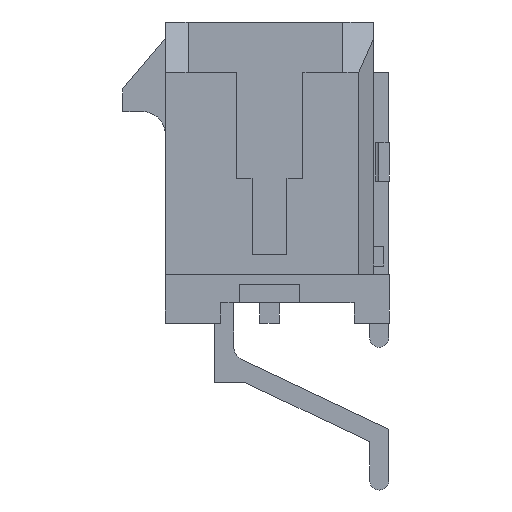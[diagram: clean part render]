
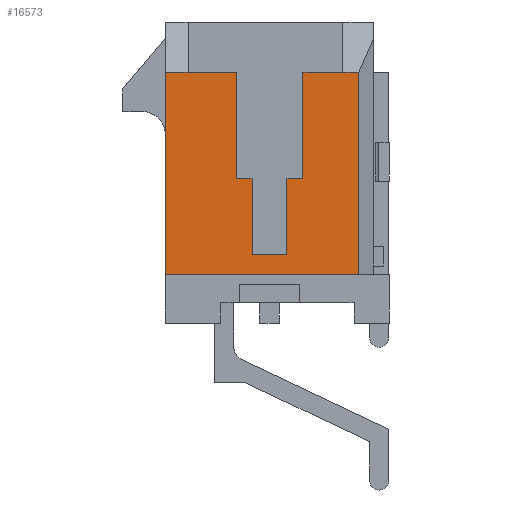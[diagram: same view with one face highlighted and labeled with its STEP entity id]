
A CAD part, left-side view. The second image highlights one B-rep face of the part: STEP entity #16573.
In plain terms, the highlighted planar face has unit normal (-1, 0, 0).
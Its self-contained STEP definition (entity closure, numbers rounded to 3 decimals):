
#4266=DIRECTION('',(0.,0.,-1.));
#4267=VECTOR('',#4266,3.5);
#4268=CARTESIAN_POINT('',(-19.825,-1.1,3.305));
#4269=LINE('',#4268,#4267);
#4270=DIRECTION('',(0.,1.,0.));
#4271=VECTOR('',#4270,1.31);
#4272=CARTESIAN_POINT('',(-19.825,-2.41,3.305));
#4273=LINE('',#4272,#4271);
#4274=DIRECTION('',(0.,-1.,0.));
#4275=VECTOR('',#4274,0.52);
#4276=CARTESIAN_POINT('',(-19.825,-2.41,3.305));
#4277=LINE('',#4276,#4275);
#4278=DIRECTION('',(0.,0.,-1.));
#4279=VECTOR('',#4278,6.66);
#4280=CARTESIAN_POINT('',(-19.825,-2.93,3.305));
#4281=LINE('',#4280,#4279);
#4282=DIRECTION('',(0.,1.,0.));
#4283=VECTOR('',#4282,6.36);
#4284=CARTESIAN_POINT('',(-19.825,-2.93,-3.355));
#4285=LINE('',#4284,#4283);
#4286=DIRECTION('',(0.,0.,1.));
#4287=VECTOR('',#4286,6.66);
#4288=CARTESIAN_POINT('',(-19.825,3.43,-3.355));
#4289=LINE('',#4288,#4287);
#4290=DIRECTION('',(0.,-1.,0.));
#4291=VECTOR('',#4290,0.75);
#4292=CARTESIAN_POINT('',(-19.825,3.43,3.305));
#4293=LINE('',#4292,#4291);
#4294=DIRECTION('',(0.,1.,0.));
#4295=VECTOR('',#4294,1.58);
#4296=CARTESIAN_POINT('',(-19.825,1.1,3.305));
#4297=LINE('',#4296,#4295);
#4298=DIRECTION('',(0.,0.,-1.));
#4299=VECTOR('',#4298,3.5);
#4300=CARTESIAN_POINT('',(-19.825,1.1,3.305));
#4301=LINE('',#4300,#4299);
#4302=DIRECTION('',(0.,1.,0.));
#4303=VECTOR('',#4302,0.525);
#4304=CARTESIAN_POINT('',(-19.825,0.575,-0.195));
#4305=LINE('',#4304,#4303);
#4306=DIRECTION('',(0.,0.,1.));
#4307=VECTOR('',#4306,2.5);
#4308=CARTESIAN_POINT('',(-19.825,0.575,-2.695));
#4309=LINE('',#4308,#4307);
#4310=DIRECTION('',(0.,1.,0.));
#4311=VECTOR('',#4310,1.15);
#4312=CARTESIAN_POINT('',(-19.825,-0.575,-2.695));
#4313=LINE('',#4312,#4311);
#4314=DIRECTION('',(0.,0.,-1.));
#4315=VECTOR('',#4314,2.5);
#4316=CARTESIAN_POINT('',(-19.825,-0.575,-0.195));
#4317=LINE('',#4316,#4315);
#4318=DIRECTION('',(0.,1.,0.));
#4319=VECTOR('',#4318,0.525);
#4320=CARTESIAN_POINT('',(-19.825,-1.1,-0.195));
#4321=LINE('',#4320,#4319);
#9320=CARTESIAN_POINT('',(-19.825,3.43,3.305));
#9322=VERTEX_POINT('',#9320);
#9371=CARTESIAN_POINT('',(-19.825,2.68,3.305));
#9372=VERTEX_POINT('',#9371);
#9373=CARTESIAN_POINT('',(-19.825,-2.41,3.305));
#9374=VERTEX_POINT('',#9373);
#9493=CARTESIAN_POINT('',(-19.825,-1.1,3.305));
#9494=CARTESIAN_POINT('',(-19.825,-1.1,-0.195));
#9495=VERTEX_POINT('',#9493);
#9496=VERTEX_POINT('',#9494);
#9497=CARTESIAN_POINT('',(-19.825,-0.575,-0.195));
#9498=VERTEX_POINT('',#9497);
#9499=CARTESIAN_POINT('',(-19.825,-0.575,-2.695));
#9500=VERTEX_POINT('',#9499);
#9501=CARTESIAN_POINT('',(-19.825,0.575,-2.695));
#9502=VERTEX_POINT('',#9501);
#9503=CARTESIAN_POINT('',(-19.825,0.575,-0.195));
#9504=VERTEX_POINT('',#9503);
#9505=CARTESIAN_POINT('',(-19.825,1.1,-0.195));
#9506=VERTEX_POINT('',#9505);
#9507=CARTESIAN_POINT('',(-19.825,1.1,3.305));
#9508=VERTEX_POINT('',#9507);
#10749=CARTESIAN_POINT('',(-19.825,3.43,-3.355));
#10750=VERTEX_POINT('',#10749);
#10755=CARTESIAN_POINT('',(-19.825,-2.93,3.305));
#10756=VERTEX_POINT('',#10755);
#10757=CARTESIAN_POINT('',(-19.825,-2.93,-3.355));
#10758=VERTEX_POINT('',#10757);
#16543=CARTESIAN_POINT('',(-19.825,0.,0.));
#16544=DIRECTION('',(1.,0.,0.));
#16545=DIRECTION('',(0.,0.,-1.));
#16546=AXIS2_PLACEMENT_3D('',#16543,#16544,#16545);
#16547=PLANE('',#16546);
#16549=ORIENTED_EDGE('',*,*,#16548,.F.);
#16551=ORIENTED_EDGE('',*,*,#16550,.F.);
#16553=ORIENTED_EDGE('',*,*,#16552,.T.);
#16554=ORIENTED_EDGE('',*,*,#13072,.T.);
#16555=ORIENTED_EDGE('',*,*,#13113,.T.);
#16557=ORIENTED_EDGE('',*,*,#16556,.T.);
#16559=ORIENTED_EDGE('',*,*,#16558,.T.);
#16561=ORIENTED_EDGE('',*,*,#16560,.F.);
#16563=ORIENTED_EDGE('',*,*,#16562,.T.);
#16565=ORIENTED_EDGE('',*,*,#16564,.F.);
#16566=ORIENTED_EDGE('',*,*,#16536,.F.);
#16567=ORIENTED_EDGE('',*,*,#16422,.F.);
#16568=ORIENTED_EDGE('',*,*,#16493,.F.);
#16570=ORIENTED_EDGE('',*,*,#16569,.F.);
#16571=EDGE_LOOP('',(#16549,#16551,#16553,#16554,#16555,#16557,#16559,#16561,
#16563,#16565,#16566,#16567,#16568,#16570));
#16572=FACE_OUTER_BOUND('',#16571,.F.);
#16573=ADVANCED_FACE('',(#16572),#16547,.F.);
#13072=EDGE_CURVE('',#10756,#10758,#4281,.T.);
#13113=EDGE_CURVE('',#10758,#10750,#4285,.T.);
#16422=EDGE_CURVE('',#9500,#9502,#4313,.T.);
#16493=EDGE_CURVE('',#9498,#9500,#4317,.T.);
#16536=EDGE_CURVE('',#9502,#9504,#4309,.T.);
#16548=EDGE_CURVE('',#9495,#9496,#4269,.T.);
#16550=EDGE_CURVE('',#9374,#9495,#4273,.T.);
#16552=EDGE_CURVE('',#9374,#10756,#4277,.T.);
#16556=EDGE_CURVE('',#10750,#9322,#4289,.T.);
#16558=EDGE_CURVE('',#9322,#9372,#4293,.T.);
#16560=EDGE_CURVE('',#9508,#9372,#4297,.T.);
#16562=EDGE_CURVE('',#9508,#9506,#4301,.T.);
#16564=EDGE_CURVE('',#9504,#9506,#4305,.T.);
#16569=EDGE_CURVE('',#9496,#9498,#4321,.T.);
